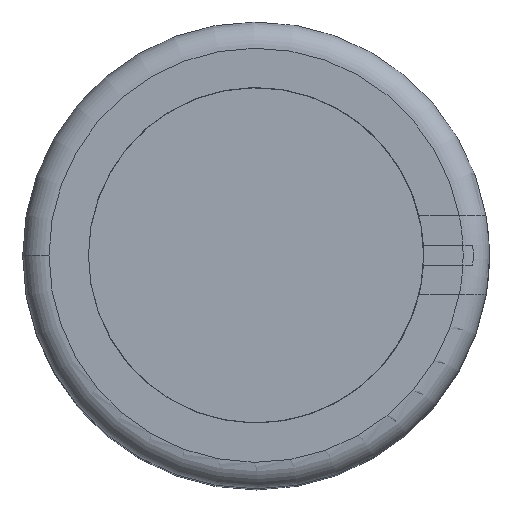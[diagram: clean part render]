
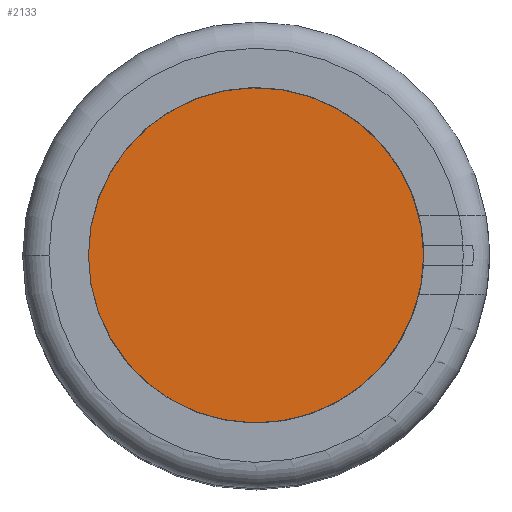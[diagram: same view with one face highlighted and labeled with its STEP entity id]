
A CAD part, top view. The second image highlights one B-rep face of the part: STEP entity #2133.
In plain terms, the highlighted planar face has unit normal (0, 0, 1).
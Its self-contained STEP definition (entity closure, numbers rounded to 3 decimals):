
#286 = AXIS2_PLACEMENT_3D ( 'NONE', #1817, #1421, #4422 ) ;
#658 = CARTESIAN_POINT ( 'NONE',  ( -12.75, 0., 62. ) ) ;
#1421 = DIRECTION ( 'NONE',  ( 0., 0., -1. ) ) ;
#1506 = DIRECTION ( 'NONE',  ( -1., 0., 0. ) ) ;
#1817 = CARTESIAN_POINT ( 'NONE',  ( 0., 0., 62. ) ) ;
#1853 = CARTESIAN_POINT ( 'NONE',  ( 12.75, 0., 62. ) ) ;
#2133 = ADVANCED_FACE ( 'NONE', ( #3440 ), #2207, .F. ) ;
#2207 = PLANE ( 'NONE',  #4817 ) ;
#2514 = CIRCLE ( 'NONE', #286, 12.75 ) ;
#2569 = ORIENTED_EDGE ( 'NONE', *, *, #4497, .F. ) ;
#2588 = ORIENTED_EDGE ( 'NONE', *, *, #4413, .F. ) ;
#2616 = DIRECTION ( 'NONE',  ( 0., 0., -1. ) ) ;
#2827 = CARTESIAN_POINT ( 'NONE',  ( 0., 0., 62. ) ) ;
#3322 = EDGE_LOOP ( 'NONE', ( #2588, #2569 ) ) ;
#3346 = CARTESIAN_POINT ( 'NONE',  ( 0., 0., 62. ) ) ;
#3415 = CIRCLE ( 'NONE', #3986, 12.75 ) ;
#3440 = FACE_OUTER_BOUND ( 'NONE', #3322, .T. ) ;
#3624 = VERTEX_POINT ( 'NONE', #658 ) ;
#3974 = DIRECTION ( 'NONE',  ( 0., 0., -1. ) ) ;
#3986 = AXIS2_PLACEMENT_3D ( 'NONE', #2827, #3974, #4369 ) ;
#4369 = DIRECTION ( 'NONE',  ( -1., 0., 0. ) ) ;
#4413 = EDGE_CURVE ( 'NONE', #3624, #4604, #3415, .T. ) ;
#4422 = DIRECTION ( 'NONE',  ( -1., 0., 0. ) ) ;
#4497 = EDGE_CURVE ( 'NONE', #4604, #3624, #2514, .T. ) ;
#4604 = VERTEX_POINT ( 'NONE', #1853 ) ;
#4817 = AXIS2_PLACEMENT_3D ( 'NONE', #3346, #2616, #1506 ) ;
